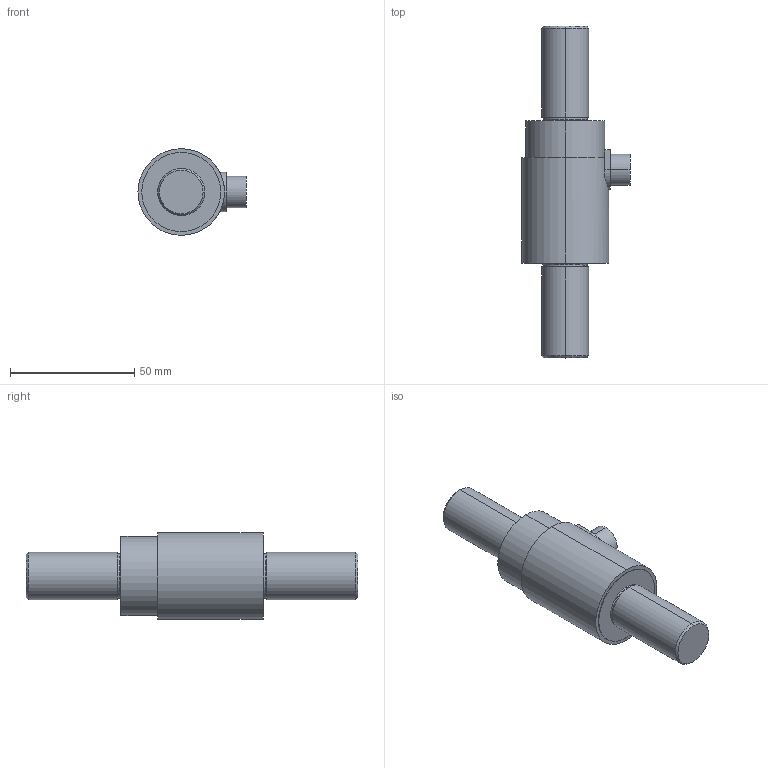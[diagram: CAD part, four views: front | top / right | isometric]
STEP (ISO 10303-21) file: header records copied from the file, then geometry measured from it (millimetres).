
FILE_DESCRIPTION (( 'STEP AP203' ), '1' );
FILE_NAME ('LC-10.STEP', '2008-05-30T17:29:55', ( ' ' ), ( '' ), 'SwSTEP 2.0', 'SolidWorks 2004231', '' );
FILE_SCHEMA (( 'CONFIG_CONTROL_DESIGN' ));
Length unit declared in the file: inch
Products named in the file (1): LC-10
Bounding box: 43.43 x 133.35 x 34.8 mm (x, y, z)
Volume: 74756.3 mm3; surface area: 13484.3 mm2
Topology: 2 solids, 2 shells, 41 faces, 84 edges, 53 vertices
Faces by surface type: cylinder 18, plane 15, cone 4, torus 4
Entity records: 1199 total; most frequent: DIRECTION 216, CARTESIAN_POINT 208, ORIENTED_EDGE 168, AXIS2_PLACEMENT_3D 91, EDGE_CURVE 84, VERTEX_POINT 53, CIRCLE 49, EDGE_LOOP 47
